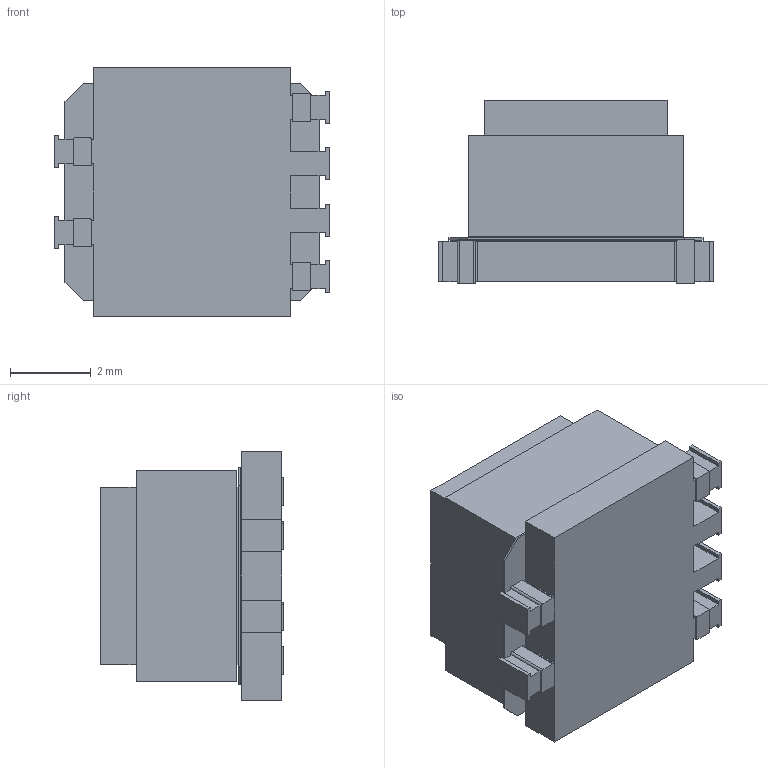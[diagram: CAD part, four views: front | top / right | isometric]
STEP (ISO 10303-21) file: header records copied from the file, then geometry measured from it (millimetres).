
FILE_DESCRIPTION (( 'STEP AP214' ), '1' );
FILE_NAME ('Coilcraft-CJ5143-AL.STEP', '2019-05-10T07:04:23', ( '' ), ( '' ), 'SwSTEP 2.0', 'SolidWorks 2019', '' );
FILE_SCHEMA (( 'AUTOMOTIVE_DESIGN' ));
Length unit declared in the file: millimetre
Products named in the file (1): Coilcraft-CJ5143-AL
Bounding box: 6.8 x 4.55 x 6.2 mm (x, y, z)
Volume: 124.7 mm3; surface area: 217.1 mm2
Topology: 1 solids, 1 shells, 139 faces, 454 edges, 330 vertices
Faces by surface type: plane 131, cylinder 8
Entity records: 5998 total; most frequent: CARTESIAN_POINT 1441, ORIENTED_EDGE 908, DIRECTION 652, EDGE_CURVE 454, LINE 340, VECTOR 340, VERTEX_POINT 330, EDGE_LOOP 160
